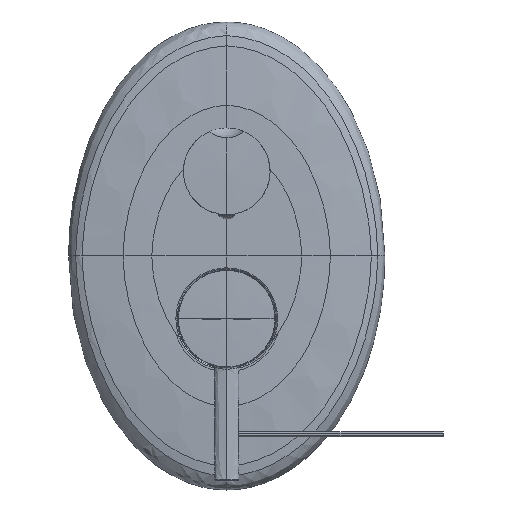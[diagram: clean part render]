
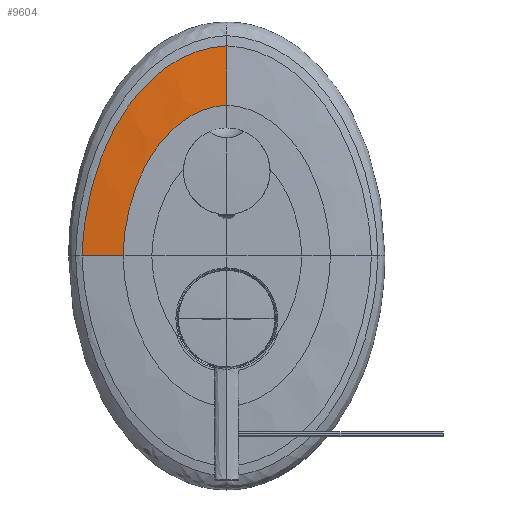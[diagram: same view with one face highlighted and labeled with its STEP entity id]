
A CAD part, top view. The second image highlights one B-rep face of the part: STEP entity #9604.
In plain terms, the highlighted free-form (B-spline) face has degree [3, 3] with [7, 4] control points.
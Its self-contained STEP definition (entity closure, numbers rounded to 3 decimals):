
#6827=CARTESIAN_POINT('',(-66.705,7.403,0.));
#6828=CARTESIAN_POINT('',(-60.477,8.416,0.));
#6829=CARTESIAN_POINT('',(-54.201,9.135,0.));
#6830=CARTESIAN_POINT('',(-47.904,9.555,0.));
#6835=CARTESIAN_POINT('',(0.,10.,-69.577));
#6836=CARTESIAN_POINT('',(-6.141,9.963,
-69.349));
#6837=CARTESIAN_POINT('',(-18.421,9.889,
-65.413));
#6838=CARTESIAN_POINT('',(-34.141,9.778,
-49.863));
#6839=CARTESIAN_POINT('',(-44.871,9.667,
-26.929));
#6840=CARTESIAN_POINT('',(-47.678,9.592,
-8.978));
#6841=CARTESIAN_POINT('',(-47.904,9.555,0.));
#6849=CARTESIAN_POINT('',(-66.705,7.403,0.));
#6854=CARTESIAN_POINT('',(0.,8.114,-96.979));
#6855=CARTESIAN_POINT('',(-8.557,8.055,
-96.668));
#6856=CARTESIAN_POINT('',(-25.667,7.936,
-91.192));
#6857=CARTESIAN_POINT('',(-47.567,7.758,
-69.52));
#6858=CARTESIAN_POINT('',(-62.505,7.58,
-37.546));
#6859=CARTESIAN_POINT('',(-66.399,7.462,
-12.517));
#6860=CARTESIAN_POINT('',(-66.705,7.403,0.));
#6917=CARTESIAN_POINT('',(0.,8.114,-96.979));
#6941=CARTESIAN_POINT('',(0.,8.114,-96.979));
#6942=CARTESIAN_POINT('',(0.,9.369,-87.902));
#6943=CARTESIAN_POINT('',(0.,10.,-78.74));
#6944=CARTESIAN_POINT('',(0.,10.,-69.577));
#7301=VERTEX_POINT('',#6917);
#7302=VERTEX_POINT('',#6944);
#7316=VERTEX_POINT('',#6849);
#7317=VERTEX_POINT('',#6830);
#9566=CARTESIAN_POINT('',(1.289,8.085,-97.279));
#9567=CARTESIAN_POINT('',(1.166,9.381,-88.021));
#9568=CARTESIAN_POINT('',(1.043,10.024,-78.672));
#9569=CARTESIAN_POINT('',(0.919,10.005,
-69.323));
#9570=CARTESIAN_POINT('',(-7.72,8.023,
-97.209));
#9571=CARTESIAN_POINT('',(-6.984,9.298,
-87.951));
#9572=CARTESIAN_POINT('',(-6.245,9.948,
-78.608));
#9573=CARTESIAN_POINT('',(-5.503,9.967,
-69.267));
#9574=CARTESIAN_POINT('',(-25.372,7.903,
-91.811));
#9575=CARTESIAN_POINT('',(-22.954,9.134,
-83.057));
#9576=CARTESIAN_POINT('',(-20.523,9.799,
-74.235));
#9577=CARTESIAN_POINT('',(-18.087,9.894,
-65.413));
#9578=CARTESIAN_POINT('',(-47.701,7.724,
-69.715));
#9579=CARTESIAN_POINT('',(-43.156,8.891,
-63.062));
#9580=CARTESIAN_POINT('',(-38.587,9.579,
-56.364));
#9581=CARTESIAN_POINT('',(-34.007,9.784,
-49.666));
#9582=CARTESIAN_POINT('',(-62.851,7.546,
-37.286));
#9583=CARTESIAN_POINT('',(-56.869,8.649,
-33.726));
#9584=CARTESIAN_POINT('',(-50.85,9.36,
-30.144));
#9585=CARTESIAN_POINT('',(-44.816,9.675,
-26.562));
#9586=CARTESIAN_POINT('',(-66.716,7.427,
-11.692));
#9587=CARTESIAN_POINT('',(-60.376,8.486,
-10.576));
#9588=CARTESIAN_POINT('',(-53.989,9.212,
-9.452));
#9589=CARTESIAN_POINT('',(-47.584,9.601,
-8.329));
#9590=CARTESIAN_POINT('',(-66.917,7.366,1.289));
#9591=CARTESIAN_POINT('',(-60.563,8.404,1.166));
#9592=CARTESIAN_POINT('',(-54.159,9.138,1.042));
#9593=CARTESIAN_POINT('',(-47.735,9.564,
0.918));
#9594=B_SPLINE_SURFACE_WITH_KNOTS('',3,3,((#9566,#9567,#9568,#9569),(#9570,
#9571,#9572,#9573),(#9574,#9575,#9576,#9577),(#9578,#9579,#9580,#9581),(#9582,
#9583,#9584,#9585),(#9586,#9587,#9588,#9589),(#9590,#9591,#9592,#9593)),
.UNSPECIFIED.,.F.,.F.,.F.,(4,1,1,1,4),(4,4),(-0.013,0.25,0.5,
0.75,1.009),(0.134,0.384),.UNSPECIFIED.);
#9595=ORIENTED_EDGE('',*,*,#9556,.F.);
#9597=ORIENTED_EDGE('',*,*,#9596,.F.);
#9599=ORIENTED_EDGE('',*,*,#9598,.T.);
#9601=ORIENTED_EDGE('',*,*,#9600,.T.);
#9602=EDGE_LOOP('',(#9595,#9597,#9599,#9601));
#9603=FACE_OUTER_BOUND('',#9602,.F.);
#9604=ADVANCED_FACE('',(#9603),#9594,.T.);
#6831=B_SPLINE_CURVE_WITH_KNOTS('',3,(#6827,#6828,#6829,#6830),.UNSPECIFIED.,
.F.,.F.,(4,4),(0.,1.),.UNSPECIFIED.);
#6842=B_SPLINE_CURVE_WITH_KNOTS('',3,(#6835,#6836,#6837,#6838,#6839,#6840,
#6841),.UNSPECIFIED.,.F.,.F.,(4,1,1,1,4),(0.,0.25,0.5,0.75,1.),
.UNSPECIFIED.);
#6861=B_SPLINE_CURVE_WITH_KNOTS('',3,(#6854,#6855,#6856,#6857,#6858,#6859,
#6860),.UNSPECIFIED.,.F.,.F.,(4,1,1,1,4),(0.,0.25,0.5,0.75,1.),
.UNSPECIFIED.);
#6945=B_SPLINE_CURVE_WITH_KNOTS('',3,(#6941,#6942,#6943,#6944),.UNSPECIFIED.,
.F.,.F.,(4,4),(0.,1.),.UNSPECIFIED.);
#9556=EDGE_CURVE('',#7316,#7317,#6831,.T.);
#9596=EDGE_CURVE('',#7301,#7316,#6861,.T.);
#9598=EDGE_CURVE('',#7301,#7302,#6945,.T.);
#9600=EDGE_CURVE('',#7302,#7317,#6842,.T.);
